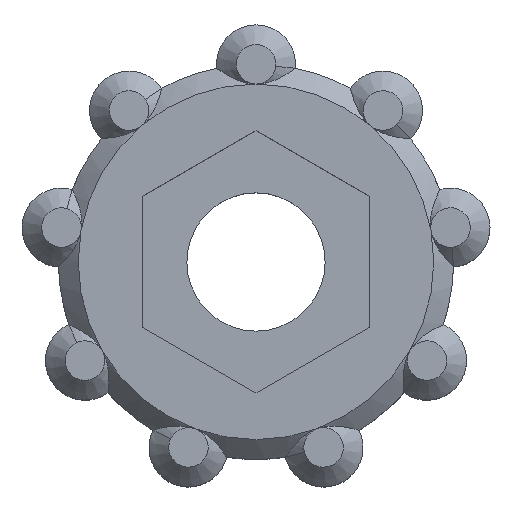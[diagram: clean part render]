
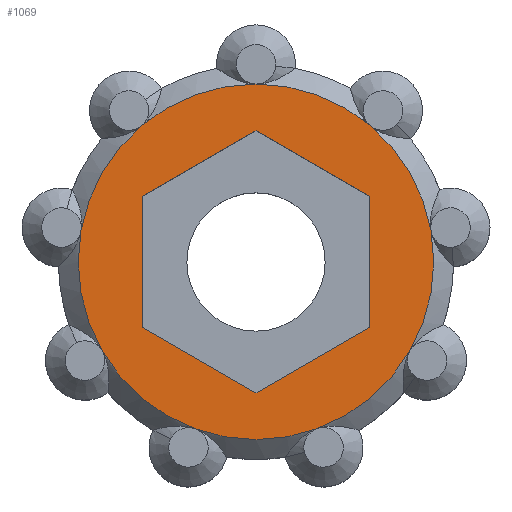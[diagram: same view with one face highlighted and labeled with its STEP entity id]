
A CAD part, top view. The second image highlights one B-rep face of the part: STEP entity #1069.
In plain terms, the highlighted planar face has unit normal (0, 0, 1).
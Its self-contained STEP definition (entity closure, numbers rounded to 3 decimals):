
#19=FACE_BOUND('',#202,.T.);
#56=PLANE('',#1229);
#128=FACE_OUTER_BOUND('',#201,.T.);
#201=EDGE_LOOP('',(#919,#920,#921,#922,#923,#924,#925,#926,#927));
#202=EDGE_LOOP('',(#928,#929,#930,#931,#932,#933));
#253=CIRCLE('',#1107,9.);
#258=CIRCLE('',#1116,9.);
#263=CIRCLE('',#1125,9.);
#269=CIRCLE('',#1135,9.);
#271=CIRCLE('',#1139,9.);
#275=CIRCLE('',#1146,9.);
#279=CIRCLE('',#1153,9.);
#284=CIRCLE('',#1161,9.);
#287=CIRCLE('',#1166,9.);
#347=LINE('',#2041,#393);
#350=LINE('',#2047,#396);
#353=LINE('',#2053,#399);
#356=LINE('',#2059,#402);
#359=LINE('',#2065,#405);
#362=LINE('',#2069,#408);
#393=VECTOR('',#1541,10.);
#396=VECTOR('',#1546,10.);
#399=VECTOR('',#1551,10.);
#402=VECTOR('',#1556,10.);
#405=VECTOR('',#1561,10.);
#408=VECTOR('',#1566,10.);
#412=VERTEX_POINT('',#1588);
#415=VERTEX_POINT('',#1602);
#418=VERTEX_POINT('',#1616);
#421=VERTEX_POINT('',#1630);
#424=VERTEX_POINT('',#1644);
#427=VERTEX_POINT('',#1658);
#430=VERTEX_POINT('',#1672);
#433=VERTEX_POINT('',#1686);
#436=VERTEX_POINT('',#1700);
#484=VERTEX_POINT('',#2038);
#485=VERTEX_POINT('',#2040);
#487=VERTEX_POINT('',#2046);
#489=VERTEX_POINT('',#2052);
#491=VERTEX_POINT('',#2058);
#493=VERTEX_POINT('',#2064);
#523=EDGE_CURVE('',#427,#436,#253,.T.);
#533=EDGE_CURVE('',#433,#415,#258,.T.);
#543=EDGE_CURVE('',#430,#412,#263,.T.);
#555=EDGE_CURVE('',#436,#430,#269,.T.);
#561=EDGE_CURVE('',#424,#427,#271,.T.);
#570=EDGE_CURVE('',#421,#424,#275,.T.);
#579=EDGE_CURVE('',#418,#421,#279,.T.);
#590=EDGE_CURVE('',#415,#418,#284,.T.);
#598=EDGE_CURVE('',#412,#433,#287,.T.);
#633=EDGE_CURVE('',#485,#484,#347,.T.);
#636=EDGE_CURVE('',#487,#485,#350,.T.);
#639=EDGE_CURVE('',#489,#487,#353,.T.);
#642=EDGE_CURVE('',#491,#489,#356,.T.);
#645=EDGE_CURVE('',#493,#491,#359,.T.);
#648=EDGE_CURVE('',#484,#493,#362,.T.);
#919=ORIENTED_EDGE('',*,*,#523,.F.);
#920=ORIENTED_EDGE('',*,*,#561,.F.);
#921=ORIENTED_EDGE('',*,*,#570,.F.);
#922=ORIENTED_EDGE('',*,*,#579,.F.);
#923=ORIENTED_EDGE('',*,*,#590,.F.);
#924=ORIENTED_EDGE('',*,*,#533,.F.);
#925=ORIENTED_EDGE('',*,*,#598,.F.);
#926=ORIENTED_EDGE('',*,*,#543,.F.);
#927=ORIENTED_EDGE('',*,*,#555,.F.);
#928=ORIENTED_EDGE('',*,*,#648,.T.);
#929=ORIENTED_EDGE('',*,*,#645,.T.);
#930=ORIENTED_EDGE('',*,*,#642,.T.);
#931=ORIENTED_EDGE('',*,*,#639,.T.);
#932=ORIENTED_EDGE('',*,*,#636,.T.);
#933=ORIENTED_EDGE('',*,*,#633,.T.);
#1069=ADVANCED_FACE('',(#128,#19),#56,.T.);
#1107=AXIS2_PLACEMENT_3D('',#1711,#1287,#1288);
#1116=AXIS2_PLACEMENT_3D('',#1743,#1307,#1308);
#1125=AXIS2_PLACEMENT_3D('',#1775,#1327,#1328);
#1135=AXIS2_PLACEMENT_3D('',#1817,#1349,#1350);
#1139=AXIS2_PLACEMENT_3D('',#1835,#1359,#1360);
#1146=AXIS2_PLACEMENT_3D('',#1865,#1375,#1376);
#1153=AXIS2_PLACEMENT_3D('',#1895,#1391,#1392);
#1161=AXIS2_PLACEMENT_3D('',#1935,#1409,#1410);
#1166=AXIS2_PLACEMENT_3D('',#1963,#1421,#1422);
#1229=AXIS2_PLACEMENT_3D('',#2070,#1567,#1568);
#1287=DIRECTION('center_axis',(0.,0.,-1.));
#1288=DIRECTION('ref_axis',(1.,0.,0.));
#1307=DIRECTION('center_axis',(0.,0.,-1.));
#1308=DIRECTION('ref_axis',(-1.,0.,0.));
#1327=DIRECTION('center_axis',(0.,0.,-1.));
#1328=DIRECTION('ref_axis',(1.,0.,0.));
#1349=DIRECTION('center_axis',(0.,0.,-1.));
#1350=DIRECTION('ref_axis',(1.,0.,0.));
#1359=DIRECTION('center_axis',(0.,0.,-1.));
#1360=DIRECTION('ref_axis',(1.,0.,0.));
#1375=DIRECTION('center_axis',(0.,0.,-1.));
#1376=DIRECTION('ref_axis',(-1.,0.,0.));
#1391=DIRECTION('center_axis',(0.,0.,-1.));
#1392=DIRECTION('ref_axis',(-1.,0.,0.));
#1409=DIRECTION('center_axis',(0.,0.,-1.));
#1410=DIRECTION('ref_axis',(-1.,0.,0.));
#1421=DIRECTION('center_axis',(0.,0.,-1.));
#1422=DIRECTION('ref_axis',(1.,0.,0.));
#1541=DIRECTION('',(0.,1.,0.));
#1546=DIRECTION('',(-0.866,0.5,0.));
#1551=DIRECTION('',(-0.866,-0.5,0.));
#1556=DIRECTION('',(0.,-1.,0.));
#1561=DIRECTION('',(0.866,-0.5,0.));
#1566=DIRECTION('',(0.866,0.5,0.));
#1567=DIRECTION('center_axis',(0.,0.,1.));
#1568=DIRECTION('ref_axis',(1.,0.,0.));
#1588=CARTESIAN_POINT('',(3.078,-8.457,6.5));
#1602=CARTESIAN_POINT('',(-7.794,-4.5,6.5));
#1616=CARTESIAN_POINT('',(-8.863,1.563,6.5));
#1630=CARTESIAN_POINT('',(-5.785,6.894,6.5));
#1644=CARTESIAN_POINT('',(0.,9.,6.5));
#1658=CARTESIAN_POINT('',(5.785,6.894,6.5));
#1672=CARTESIAN_POINT('',(7.794,-4.5,6.5));
#1686=CARTESIAN_POINT('',(-3.078,-8.457,6.5));
#1700=CARTESIAN_POINT('',(8.863,1.563,6.5));
#1711=CARTESIAN_POINT('Origin',(0.,0.,6.5));
#1743=CARTESIAN_POINT('Origin',(0.,0.,6.5));
#1775=CARTESIAN_POINT('Origin',(0.,0.,6.5));
#1817=CARTESIAN_POINT('Origin',(0.,0.,6.5));
#1835=CARTESIAN_POINT('Origin',(0.,0.,6.5));
#1865=CARTESIAN_POINT('Origin',(0.,0.,6.5));
#1895=CARTESIAN_POINT('Origin',(0.,0.,6.5));
#1935=CARTESIAN_POINT('Origin',(0.,0.,6.5));
#1963=CARTESIAN_POINT('Origin',(0.,0.,6.5));
#2038=CARTESIAN_POINT('',(-5.75,3.32,6.5));
#2040=CARTESIAN_POINT('',(-5.75,-3.32,6.5));
#2041=CARTESIAN_POINT('',(-5.75,3.32,6.5));
#2046=CARTESIAN_POINT('',(0.,-6.64,6.5));
#2047=CARTESIAN_POINT('',(-5.75,-3.32,6.5));
#2052=CARTESIAN_POINT('',(5.75,-3.32,6.5));
#2053=CARTESIAN_POINT('',(0.,-6.64,6.5));
#2058=CARTESIAN_POINT('',(5.75,3.32,6.5));
#2059=CARTESIAN_POINT('',(5.75,-3.32,6.5));
#2064=CARTESIAN_POINT('',(0.,6.64,6.5));
#2065=CARTESIAN_POINT('',(5.75,3.32,6.5));
#2069=CARTESIAN_POINT('',(0.,6.64,6.5));
#2070=CARTESIAN_POINT('Origin',(0.,0.,6.5));
